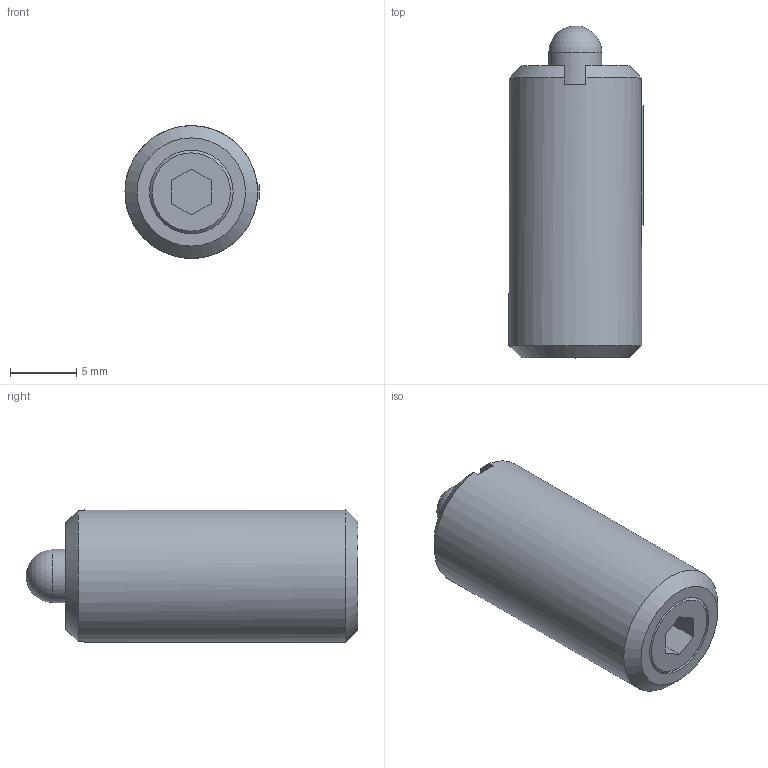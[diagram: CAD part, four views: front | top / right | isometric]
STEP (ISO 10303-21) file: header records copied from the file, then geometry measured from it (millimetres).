
FILE_DESCRIPTION( ( 'STEP AP214' ), '1' );
FILE_NAME( 'K0329.10_0.stp', '2020-12-03T08:55:30', ( '' ), ( '' ), ' ', 'PARTsolutions', ' ' );
FILE_SCHEMA( ( 'AUTOMOTIVE_DESIGN { 1 0 10303 214 1 1 1 1 }' ) );
Length unit declared in the file: millimetre
Products named in the file (1): _K0329.10_0
Bounding box: 10.1 x 25 x 10 mm (x, y, z)
Volume: 1687.5 mm3; surface area: 925.5 mm2
Topology: 1 solids, 2 shells, 42 faces, 109 edges, 71 vertices
Faces by surface type: plane 30, cone 6, cylinder 5, sphere 1
Full cylindrical faces by diameter (mm): 4 x1, 6.3 x2, 10 x1
Entity records: 1547 total; most frequent: CARTESIAN_POINT 222, DIRECTION 199, ORIENTED_EDGE 190, EDGE_CURVE 95, AXIS2_PLACEMENT_3D 67, VERTEX_POINT 66, LINE 65, VECTOR 65
